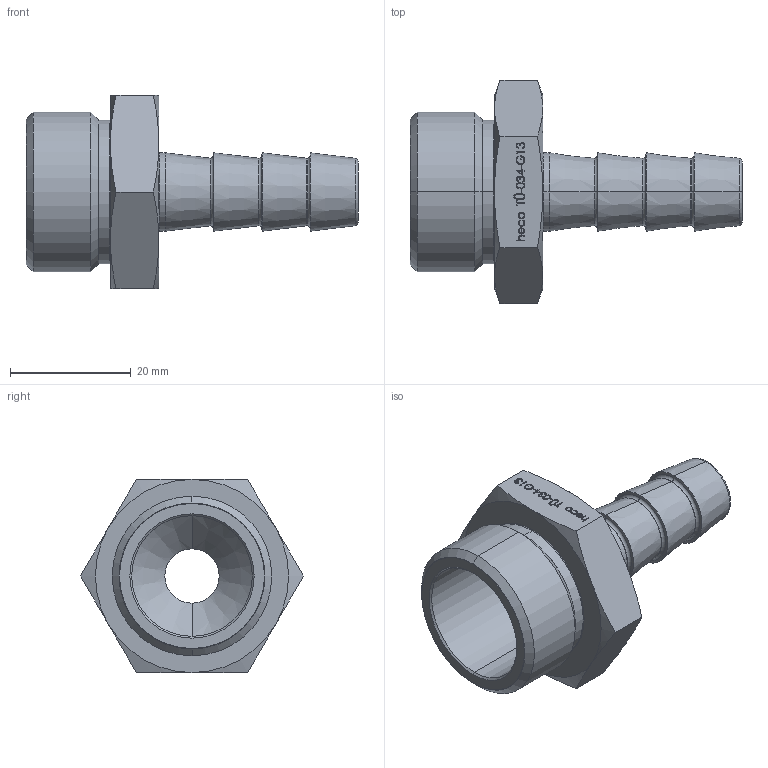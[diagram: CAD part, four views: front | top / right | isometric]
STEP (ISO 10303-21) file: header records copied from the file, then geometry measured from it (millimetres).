
FILE_DESCRIPTION (( 'STEP AP214' ), '1' );
FILE_NAME ('TÜ-034-G13-x Schlauchtülle 6Kt zyl 1805.STEP', '2018-06-04T12:43:28', ( '' ), ( '' ), 'SwSTEP 2.0', 'SolidWorks 2016', '' );
FILE_SCHEMA (( 'AUTOMOTIVE_DESIGN' ));
Length unit declared in the file: millimetre
Products named in the file (1): TÜ-034-G13-x Schlauchtülle 6Kt zyl 1805
Bounding box: 55 x 36.95 x 32 mm (x, y, z)
Volume: 10332.5 mm3; surface area: 6998.9 mm2
Topology: 1 solids, 1 shells, 260 faces, 644 edges, 408 vertices
Faces by surface type: bspline 96, plane 94, cone 36, torus 24, cylinder 10
Entity records: 14674 total; most frequent: CARTESIAN_POINT 7177, ORIENTED_EDGE 1288, DIRECTION 858, EDGE_CURVE 644, VERTEX_POINT 408, LINE 328, VECTOR 328, EDGE_LOOP 284
